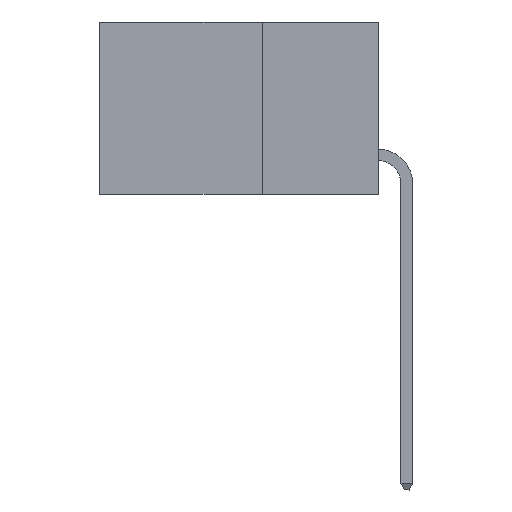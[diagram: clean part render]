
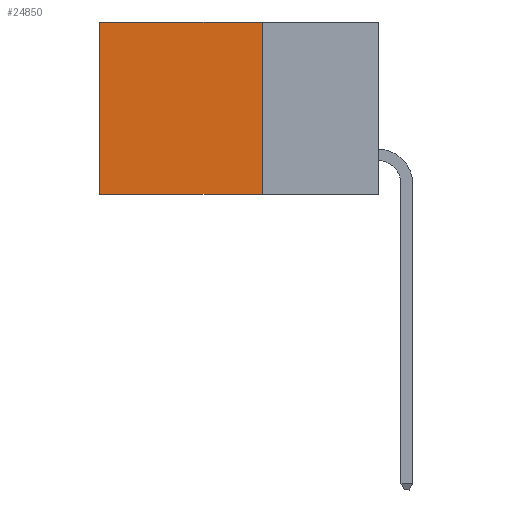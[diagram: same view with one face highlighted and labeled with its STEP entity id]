
A CAD part, left-side view. The second image highlights one B-rep face of the part: STEP entity #24850.
In plain terms, the highlighted planar face has unit normal (-1, 0, 0).
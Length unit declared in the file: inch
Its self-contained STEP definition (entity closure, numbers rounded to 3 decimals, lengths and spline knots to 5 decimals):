
#1854 = VECTOR ( 'NONE', #19728, 39.37008 ) ;
#2147 = CARTESIAN_POINT ( 'NONE',  ( 0.298, 0.25, 0. ) ) ;
#2830 = CARTESIAN_POINT ( 'NONE',  ( 0.298, 0.25, 0. ) ) ;
#3464 = ORIENTED_EDGE ( 'NONE', *, *, #24662, .F. ) ;
#3704 = ORIENTED_EDGE ( 'NONE', *, *, #28048, .T. ) ;
#4164 = VECTOR ( 'NONE', #19294, 39.37008 ) ;
#4719 = VERTEX_POINT ( 'NONE', #27024 ) ;
#5135 = DIRECTION ( 'NONE',  ( 1., 0., 0. ) ) ;
#5995 = VERTEX_POINT ( 'NONE', #20575 ) ;
#8178 = VERTEX_POINT ( 'NONE', #14497 ) ;
#8293 = VERTEX_POINT ( 'NONE', #17026 ) ;
#10769 = EDGE_LOOP ( 'NONE', ( #3704, #23884, #3464, #16219 ) ) ;
#12324 = LINE ( 'NONE', #22136, #22382 ) ;
#12989 = DIRECTION ( 'NONE',  ( 0., 0., -1. ) ) ;
#13935 = EDGE_CURVE ( 'NONE', #5995, #4719, #27174, .T. ) ;
#14239 = AXIS2_PLACEMENT_3D ( 'NONE', #2830, #5135, #20382 ) ;
#14357 = LINE ( 'NONE', #2147, #1854 ) ;
#14497 = CARTESIAN_POINT ( 'NONE',  ( 0.298, 0.25, -0.37 ) ) ;
#15188 = VECTOR ( 'NONE', #12989, 39.37008 ) ;
#16219 = ORIENTED_EDGE ( 'NONE', *, *, #13935, .T. ) ;
#17026 = CARTESIAN_POINT ( 'NONE',  ( 0.298, 0.6, -0.37 ) ) ;
#17215 = CARTESIAN_POINT ( 'NONE',  ( 0.298, 0.25, 0. ) ) ;
#18199 = PLANE ( 'NONE',  #14239 ) ;
#19294 = DIRECTION ( 'NONE',  ( 0., 1., 0. ) ) ;
#19728 = DIRECTION ( 'NONE',  ( 0., 0., -1. ) ) ;
#20382 = DIRECTION ( 'NONE',  ( 0., 0., -1. ) ) ;
#20575 = CARTESIAN_POINT ( 'NONE',  ( 0.298, 0.25, 0. ) ) ;
#22136 = CARTESIAN_POINT ( 'NONE',  ( 0.298, 0.25, -0.37 ) ) ;
#22382 = VECTOR ( 'NONE', #24247, 39.37008 ) ;
#23645 = CARTESIAN_POINT ( 'NONE',  ( 0.298, 0.6, 0. ) ) ;
#23884 = ORIENTED_EDGE ( 'NONE', *, *, #24740, .F. ) ;
#24247 = DIRECTION ( 'NONE',  ( 0., 1., 0. ) ) ;
#24662 = EDGE_CURVE ( 'NONE', #5995, #8178, #14357, .T. ) ;
#24666 = FACE_OUTER_BOUND ( 'NONE', #10769, .T. ) ;
#24740 = EDGE_CURVE ( 'NONE', #8178, #8293, #12324, .T. ) ;
#24850 = ADVANCED_FACE ( 'NONE', ( #24666 ), #18199, .F. ) ;
#26518 = LINE ( 'NONE', #23645, #15188 ) ;
#27024 = CARTESIAN_POINT ( 'NONE',  ( 0.298, 0.6, 0. ) ) ;
#27174 = LINE ( 'NONE', #17215, #4164 ) ;
#28048 = EDGE_CURVE ( 'NONE', #4719, #8293, #26518, .T. ) ;
